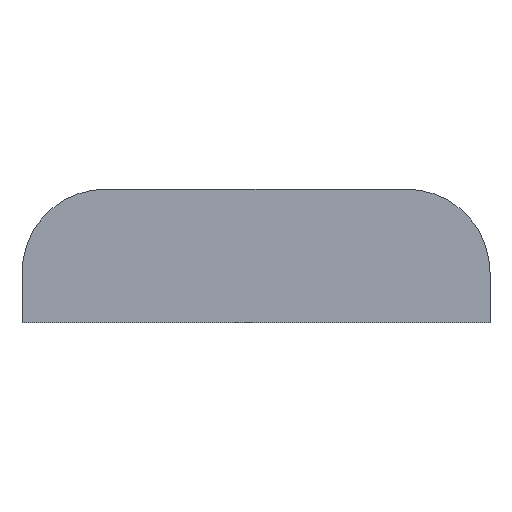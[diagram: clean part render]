
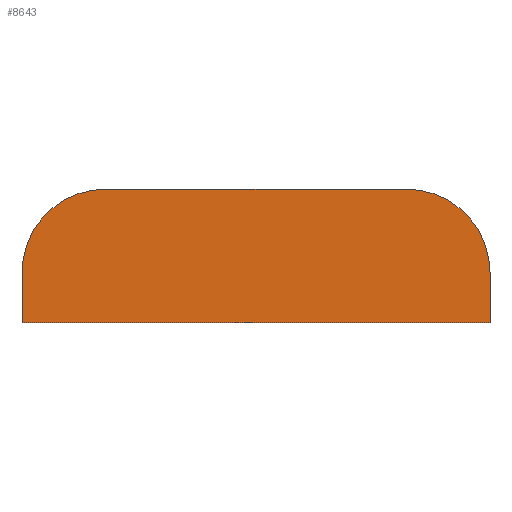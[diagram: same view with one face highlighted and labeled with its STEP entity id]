
A CAD part, top view. The second image highlights one B-rep face of the part: STEP entity #8643.
In plain terms, the highlighted planar face has unit normal (0, 0, 1).
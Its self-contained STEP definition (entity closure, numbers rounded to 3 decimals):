
#8446 = VERTEX_POINT('',#8447);
#8447 = CARTESIAN_POINT('',(216.7,-63.15,1.51));
#8453 = EDGE_CURVE('',#8446,#8454,#8456,.T.);
#8454 = VERTEX_POINT('',#8455);
#8455 = CARTESIAN_POINT('',(226.7,-73.15,1.51));
#8456 = CIRCLE('',#8457,10.);
#8457 = AXIS2_PLACEMENT_3D('',#8458,#8459,#8460);
#8458 = CARTESIAN_POINT('',(216.7,-73.15,1.51));
#8459 = DIRECTION('',(0.,0.,-1.));
#8460 = DIRECTION('',(0.,1.,0.));
#8486 = EDGE_CURVE('',#8454,#8487,#8489,.T.);
#8487 = VERTEX_POINT('',#8488);
#8488 = CARTESIAN_POINT('',(226.7,-79.15,1.51));
#8489 = LINE('',#8490,#8491);
#8490 = CARTESIAN_POINT('',(226.7,-73.15,1.51));
#8491 = VECTOR('',#8492,1.);
#8492 = DIRECTION('',(0.,-1.,0.));
#8517 = EDGE_CURVE('',#8487,#8518,#8520,.T.);
#8518 = VERTEX_POINT('',#8519);
#8519 = CARTESIAN_POINT('',(170.7,-79.15,1.51));
#8520 = LINE('',#8521,#8522);
#8521 = CARTESIAN_POINT('',(226.7,-79.15,1.51));
#8522 = VECTOR('',#8523,1.);
#8523 = DIRECTION('',(-1.,0.,0.));
#8548 = EDGE_CURVE('',#8518,#8549,#8551,.T.);
#8549 = VERTEX_POINT('',#8550);
#8550 = CARTESIAN_POINT('',(170.7,-73.15,1.51));
#8551 = LINE('',#8552,#8553);
#8552 = CARTESIAN_POINT('',(170.7,-79.15,1.51));
#8553 = VECTOR('',#8554,1.);
#8554 = DIRECTION('',(0.,1.,0.));
#8579 = EDGE_CURVE('',#8549,#8580,#8582,.T.);
#8580 = VERTEX_POINT('',#8581);
#8581 = CARTESIAN_POINT('',(180.7,-63.15,1.51));
#8582 = CIRCLE('',#8583,10.);
#8583 = AXIS2_PLACEMENT_3D('',#8584,#8585,#8586);
#8584 = CARTESIAN_POINT('',(180.7,-73.15,1.51));
#8585 = DIRECTION('',(0.,0.,-1.));
#8586 = DIRECTION('',(-1.,0.,-0.));
#8612 = EDGE_CURVE('',#8580,#8446,#8613,.T.);
#8613 = LINE('',#8614,#8615);
#8614 = CARTESIAN_POINT('',(180.7,-63.15,1.51));
#8615 = VECTOR('',#8616,1.);
#8616 = DIRECTION('',(1.,0.,0.));
#8643 = ADVANCED_FACE('',(#8644),#8652,.T.);
#8644 = FACE_BOUND('',#8645,.F.);
#8645 = EDGE_LOOP('',(#8646,#8647,#8648,#8649,#8650,#8651));
#8646 = ORIENTED_EDGE('',*,*,#8453,.T.);
#8647 = ORIENTED_EDGE('',*,*,#8486,.T.);
#8648 = ORIENTED_EDGE('',*,*,#8517,.T.);
#8649 = ORIENTED_EDGE('',*,*,#8548,.T.);
#8650 = ORIENTED_EDGE('',*,*,#8579,.T.);
#8651 = ORIENTED_EDGE('',*,*,#8612,.T.);
#8652 = PLANE('',#8653);
#8653 = AXIS2_PLACEMENT_3D('',#8654,#8655,#8656);
#8654 = CARTESIAN_POINT('',(0.,0.,1.51));
#8655 = DIRECTION('',(0.,0.,1.));
#8656 = DIRECTION('',(1.,0.,-0.));
